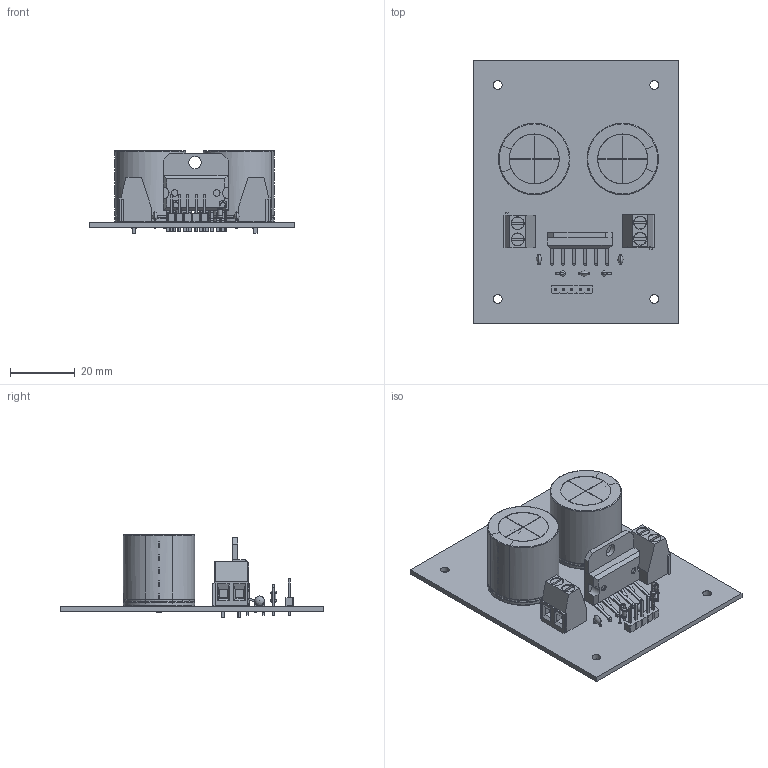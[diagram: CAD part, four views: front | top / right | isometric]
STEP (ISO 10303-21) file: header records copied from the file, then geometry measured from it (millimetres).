
FILE_DESCRIPTION(('KiCad electronic assembly'),'2;1');
FILE_NAME('cmd_module_booster.step','2021-11-01T20:59:48',('An Author'), ('A Company'),'Open CASCADE STEP processor 6.9', 'KiCad to STEP converter','Unknown');
FILE_SCHEMA(('AUTOMOTIVE_DESIGN { 1 0 10303 214 1 1 1 1 }'));
Length unit declared in the file: millimetre
Products named in the file (14): Open CASCADE STEP translator 6.9 1; PinHeader_1x05_P2.54mm_Vertical; SOLID; TerminalBlock_Phoenix_MKDS-1,5-2_1x02_P5.00mm_Horizontal; CP_Radial_D22.0mm_P10.00mm_SnapIn; TO-220-11_P3.4x5.08mm_StaggerOdd_Lead4.85mm_Vertical; R_Axial_DIN0204_L3.6mm_D1.6mm_P1.90mm_Vertical; C_Disc_D3.0mm_W1.6mm_P2.50mm; COMPOUND
Assembly tree (18 placements, depth 3):
  Open CASCADE STEP translator 6.9 1
    PinHeader_1x05_P2.54mm_Vertical
      SOLID
    TerminalBlock_Phoenix_MKDS-1,5-2_1x02_P5.00mm_Horizontal  x2
      SOLID
    CP_Radial_D22.0mm_P10.00mm_SnapIn  x2
      SOLID
    TO-220-11_P3.4x5.08mm_StaggerOdd_Lead4.85mm_Vertical
      SOLID
    R_Axial_DIN0204_L3.6mm_D1.6mm_P1.90mm_Vertical  x2
      SOLID
    C_Disc_D3.0mm_W1.6mm_P2.50mm  x3
      SOLID
    COMPOUND
Bounding box: 63.5 x 81.28 x 25.5 mm (x, y, z)
Volume: 28131.3 mm3; surface area: 20728.4 mm2
Topology: 12 solids, 14 shells, 684 faces, 1732 edges, 1121 vertices
Faces by surface type: plane 470, cylinder 156, bspline 26, revolution 14, torus 12, sphere 6
Full cylindrical faces by diameter (mm): 0.5 x14, 0.7 x4, 0.8 x6, 1 x16, 1.3 x4, 1.44 x2, 1.6 x4, 1.7 x4, 2 x6, 2.7 x4, 3.8 x5, 4 x4
Entity records: 38787 total; most frequent: CARTESIAN_POINT 9356, DIRECTION 4849, LINE 3141, VECTOR 3141, ORIENTED_EDGE 2564, PCURVE 2564, DEFINITIONAL_REPRESENTATION 2564, EDGE_CURVE 1282
